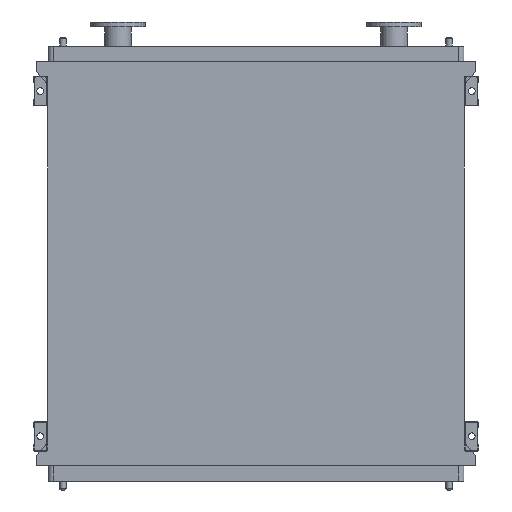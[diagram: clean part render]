
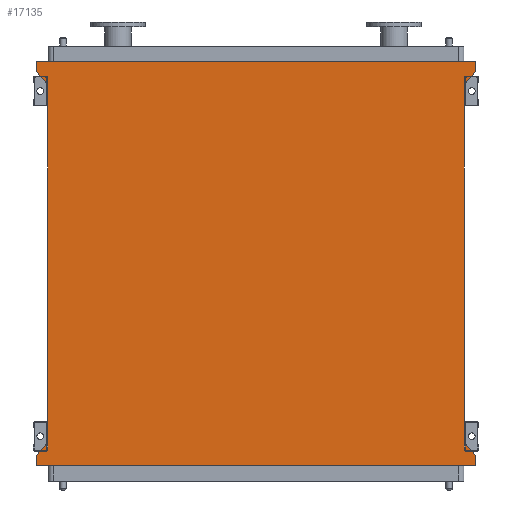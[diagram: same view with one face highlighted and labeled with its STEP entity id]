
A CAD part, front view. The second image highlights one B-rep face of the part: STEP entity #17135.
In plain terms, the highlighted planar face has unit normal (0, -1, 0).
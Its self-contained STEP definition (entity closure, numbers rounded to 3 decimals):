
#603 = VERTEX_POINT ( 'NONE', #16820 ) ;
#616 = VECTOR ( 'NONE', #3666, 1000. ) ;
#649 = LINE ( 'NONE', #8288, #15778 ) ;
#779 = CARTESIAN_POINT ( 'NONE',  ( -845., 0., 0. ) ) ;
#1071 = VERTEX_POINT ( 'NONE', #9466 ) ;
#1129 = VERTEX_POINT ( 'NONE', #6870 ) ;
#1185 = CARTESIAN_POINT ( 'NONE',  ( -891., 0., 53. ) ) ;
#1204 = DIRECTION ( 'NONE',  ( 0.655, 0., -0.755 ) ) ;
#1282 = EDGE_CURVE ( 'NONE', #11333, #17305, #4093, .T. ) ;
#1506 = FACE_OUTER_BOUND ( 'NONE', #3622, .T. ) ;
#1585 = CARTESIAN_POINT ( 'NONE',  ( 845., 0., -1450. ) ) ;
#1764 = EDGE_CURVE ( 'NONE', #18243, #5539, #7881, .T. ) ;
#1971 = ORIENTED_EDGE ( 'NONE', *, *, #4228, .F. ) ;
#2223 = DIRECTION ( 'NONE',  ( 0., -1., 0. ) ) ;
#2419 = CARTESIAN_POINT ( 'NONE',  ( 845., 0., -1450. ) ) ;
#2441 = LINE ( 'NONE', #11487, #5759 ) ;
#2646 = VERTEX_POINT ( 'NONE', #11355 ) ;
#2654 = ORIENTED_EDGE ( 'NONE', *, *, #16935, .F. ) ;
#2983 = DIRECTION ( 'NONE',  ( 0., 0., 1. ) ) ;
#3308 = CARTESIAN_POINT ( 'NONE',  ( 891., 0., -1503. ) ) ;
#3622 = EDGE_LOOP ( 'NONE', ( #6468, #4360, #15623, #2654, #11933, #13021, #4264, #11449, #1971, #15181, #12394, #11153 ) ) ;
#3632 = DIRECTION ( 'NONE',  ( 0., 0., 1. ) ) ;
#3666 = DIRECTION ( 'NONE',  ( 0., 0., -1. ) ) ;
#4073 = VECTOR ( 'NONE', #8163, 1000. ) ;
#4093 = LINE ( 'NONE', #15378, #18213 ) ;
#4228 = EDGE_CURVE ( 'NONE', #5539, #16543, #2441, .T. ) ;
#4264 = ORIENTED_EDGE ( 'NONE', *, *, #13606, .F. ) ;
#4360 = ORIENTED_EDGE ( 'NONE', *, *, #11276, .F. ) ;
#4378 = DIRECTION ( 'NONE',  ( -0.655, 0., 0.755 ) ) ;
#4601 = CARTESIAN_POINT ( 'NONE',  ( 845., 0., 0. ) ) ;
#4627 = VECTOR ( 'NONE', #17186, 1000. ) ;
#5248 = VERTEX_POINT ( 'NONE', #4601 ) ;
#5257 = DIRECTION ( 'NONE',  ( 0., 0., 1. ) ) ;
#5539 = VERTEX_POINT ( 'NONE', #14222 ) ;
#5627 = CARTESIAN_POINT ( 'NONE',  ( 891., 0., 53. ) ) ;
#5759 = VECTOR ( 'NONE', #2983, 1000. ) ;
#5893 = CARTESIAN_POINT ( 'NONE',  ( -891., 0., 95. ) ) ;
#5993 = LINE ( 'NONE', #3308, #15990 ) ;
#6116 = CARTESIAN_POINT ( 'NONE',  ( 891., 0., 53. ) ) ;
#6468 = ORIENTED_EDGE ( 'NONE', *, *, #8639, .T. ) ;
#6483 = CARTESIAN_POINT ( 'NONE',  ( -845., 0., -1450. ) ) ;
#6870 = CARTESIAN_POINT ( 'NONE',  ( 891., 0., 95. ) ) ;
#7070 = LINE ( 'NONE', #1185, #9938 ) ;
#7427 = VECTOR ( 'NONE', #5257, 1000. ) ;
#7881 = LINE ( 'NONE', #13795, #4073 ) ;
#7898 = PLANE ( 'NONE',  #16561 ) ;
#8163 = DIRECTION ( 'NONE',  ( -1., 0., 0. ) ) ;
#8288 = CARTESIAN_POINT ( 'NONE',  ( -891., 0., -1503. ) ) ;
#8639 = EDGE_CURVE ( 'NONE', #11333, #5248, #14947, .T. ) ;
#8864 = LINE ( 'NONE', #14261, #15973 ) ;
#9017 = DIRECTION ( 'NONE',  ( 0., 0., -1. ) ) ;
#9312 = VECTOR ( 'NONE', #14202, 1000. ) ;
#9466 = CARTESIAN_POINT ( 'NONE',  ( -891., 0., 95. ) ) ;
#9938 = VECTOR ( 'NONE', #11132, 1000. ) ;
#10570 = CARTESIAN_POINT ( 'NONE',  ( -891., 0., -1503. ) ) ;
#10599 = EDGE_CURVE ( 'NONE', #16543, #603, #649, .T. ) ;
#10724 = CARTESIAN_POINT ( 'NONE',  ( -845., 0., -1450. ) ) ;
#11076 = LINE ( 'NONE', #13589, #616 ) ;
#11132 = DIRECTION ( 'NONE',  ( 0., 0., 1. ) ) ;
#11133 = DIRECTION ( 'NONE',  ( 0.655, 0., 0.755 ) ) ;
#11153 = ORIENTED_EDGE ( 'NONE', *, *, #1282, .F. ) ;
#11276 = EDGE_CURVE ( 'NONE', #13421, #5248, #16806, .T. ) ;
#11312 = EDGE_CURVE ( 'NONE', #17137, #2646, #8864, .T. ) ;
#11333 = VERTEX_POINT ( 'NONE', #1585 ) ;
#11355 = CARTESIAN_POINT ( 'NONE',  ( -891., 0., 53. ) ) ;
#11449 = ORIENTED_EDGE ( 'NONE', *, *, #10599, .F. ) ;
#11487 = CARTESIAN_POINT ( 'NONE',  ( -891., 0., -1545. ) ) ;
#11933 = ORIENTED_EDGE ( 'NONE', *, *, #12025, .F. ) ;
#12025 = EDGE_CURVE ( 'NONE', #2646, #1071, #7070, .T. ) ;
#12160 = DIRECTION ( 'NONE',  ( 0., 0., -1. ) ) ;
#12367 = CARTESIAN_POINT ( 'NONE',  ( 891., 0., -1545. ) ) ;
#12394 = ORIENTED_EDGE ( 'NONE', *, *, #16465, .F. ) ;
#12471 = EDGE_CURVE ( 'NONE', #1129, #13421, #11076, .T. ) ;
#12587 = LINE ( 'NONE', #6483, #16339 ) ;
#13021 = ORIENTED_EDGE ( 'NONE', *, *, #11312, .F. ) ;
#13421 = VERTEX_POINT ( 'NONE', #6116 ) ;
#13589 = CARTESIAN_POINT ( 'NONE',  ( 891., 0., 95. ) ) ;
#13606 = EDGE_CURVE ( 'NONE', #603, #17137, #12587, .T. ) ;
#13795 = CARTESIAN_POINT ( 'NONE',  ( 891., 0., -1545. ) ) ;
#14202 = DIRECTION ( 'NONE',  ( -0.655, 0., -0.755 ) ) ;
#14222 = CARTESIAN_POINT ( 'NONE',  ( -891., 0., -1545. ) ) ;
#14261 = CARTESIAN_POINT ( 'NONE',  ( -845., 0., 0. ) ) ;
#14947 = LINE ( 'NONE', #2419, #7427 ) ;
#15181 = ORIENTED_EDGE ( 'NONE', *, *, #1764, .F. ) ;
#15378 = CARTESIAN_POINT ( 'NONE',  ( 845., 0., -1450. ) ) ;
#15623 = ORIENTED_EDGE ( 'NONE', *, *, #12471, .F. ) ;
#15778 = VECTOR ( 'NONE', #11133, 1000. ) ;
#15973 = VECTOR ( 'NONE', #4378, 1000. ) ;
#15974 = LINE ( 'NONE', #5893, #4627 ) ;
#15990 = VECTOR ( 'NONE', #9017, 1000. ) ;
#16339 = VECTOR ( 'NONE', #3632, 1000. ) ;
#16465 = EDGE_CURVE ( 'NONE', #17305, #18243, #5993, .T. ) ;
#16543 = VERTEX_POINT ( 'NONE', #10570 ) ;
#16561 = AXIS2_PLACEMENT_3D ( 'NONE', #10724, #2223, #12160 ) ;
#16806 = LINE ( 'NONE', #5627, #9312 ) ;
#16820 = CARTESIAN_POINT ( 'NONE',  ( -845., 0., -1450. ) ) ;
#16935 = EDGE_CURVE ( 'NONE', #1071, #1129, #15974, .T. ) ;
#17135 = ADVANCED_FACE ( 'NONE', ( #1506 ), #7898, .T. ) ;
#17137 = VERTEX_POINT ( 'NONE', #779 ) ;
#17186 = DIRECTION ( 'NONE',  ( 1., 0., 0. ) ) ;
#17305 = VERTEX_POINT ( 'NONE', #18193 ) ;
#18193 = CARTESIAN_POINT ( 'NONE',  ( 891., 0., -1503. ) ) ;
#18213 = VECTOR ( 'NONE', #1204, 1000. ) ;
#18243 = VERTEX_POINT ( 'NONE', #12367 ) ;
